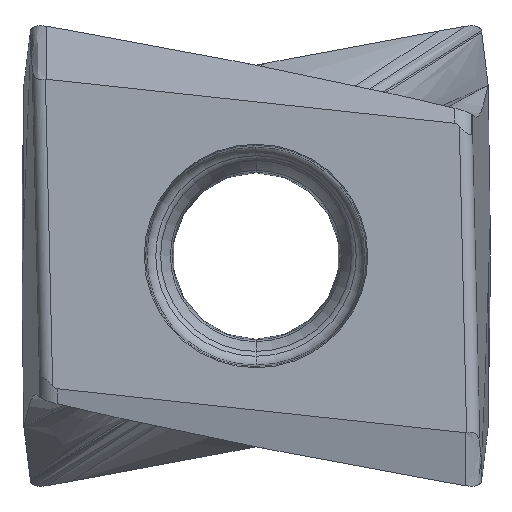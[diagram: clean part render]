
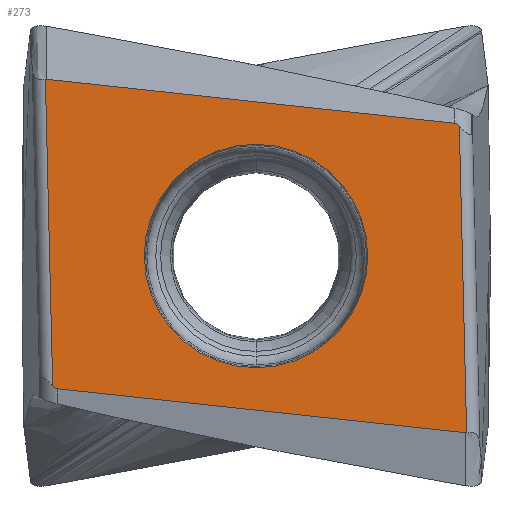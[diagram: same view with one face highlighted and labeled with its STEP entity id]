
A CAD part, front view. The second image highlights one B-rep face of the part: STEP entity #273.
In plain terms, the highlighted planar face has unit normal (0, -1, 0).
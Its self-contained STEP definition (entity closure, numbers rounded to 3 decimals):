
#65=FACE_BOUND('',#558,.T.);
#66=FACE_BOUND('',#559,.T.);
#273=ADVANCED_FACE('',(#65,#66),#306,.T.);
#306=PLANE('',#2638);
#558=EDGE_LOOP('',(#1219,#1220,#1221,#1222,#1223,#1224,#1225,#1226));
#559=EDGE_LOOP('',(#1227,#1228,#1229,#1230));
#1219=ORIENTED_EDGE('',*,*,#1843,.F.);
#1220=ORIENTED_EDGE('',*,*,#1640,.F.);
#1221=ORIENTED_EDGE('',*,*,#1644,.T.);
#1222=ORIENTED_EDGE('',*,*,#1652,.F.);
#1223=ORIENTED_EDGE('',*,*,#1844,.F.);
#1224=ORIENTED_EDGE('',*,*,#1616,.F.);
#1225=ORIENTED_EDGE('',*,*,#1619,.T.);
#1226=ORIENTED_EDGE('',*,*,#1623,.F.);
#1227=ORIENTED_EDGE('',*,*,#1841,.T.);
#1228=ORIENTED_EDGE('',*,*,#1839,.T.);
#1229=ORIENTED_EDGE('',*,*,#1838,.T.);
#1230=ORIENTED_EDGE('',*,*,#1842,.T.);
#1356=VERTEX_POINT('',#5671);
#1357=VERTEX_POINT('',#5672);
#1358=VERTEX_POINT('',#5697);
#1361=VERTEX_POINT('',#5750);
#1372=VERTEX_POINT('',#5829);
#1373=VERTEX_POINT('',#5830);
#1375=VERTEX_POINT('',#5869);
#1381=VERTEX_POINT('',#5931);
#1493=VERTEX_POINT('',#8886);
#1494=VERTEX_POINT('',#8888);
#1495=VERTEX_POINT('',#8890);
#1496=VERTEX_POINT('',#8894);
#1616=EDGE_CURVE('',#1356,#1357,#1939,.T.);
#1619=EDGE_CURVE('',#1356,#1358,#2216,.T.);
#1623=EDGE_CURVE('',#1361,#1358,#1944,.T.);
#1640=EDGE_CURVE('',#1372,#1373,#1949,.T.);
#1644=EDGE_CURVE('',#1372,#1375,#2229,.T.);
#1652=EDGE_CURVE('',#1381,#1375,#1958,.T.);
#1838=EDGE_CURVE('',#1494,#1493,#2096,.T.);
#1839=EDGE_CURVE('',#1495,#1494,#2097,.T.);
#1841=EDGE_CURVE('',#1496,#1495,#2099,.T.);
#1842=EDGE_CURVE('',#1493,#1496,#2100,.T.);
#1843=EDGE_CURVE('',#1373,#1361,#2290,.T.);
#1844=EDGE_CURVE('',#1357,#1381,#2291,.T.);
#1939=B_SPLINE_CURVE_WITH_KNOTS('',3,(#5661,#5662,#5663,#5664,#5665,#5666,
#5667,#5668,#5669,#5670),.UNSPECIFIED.,.F.,.F.,(4,1,1,1,1,1,1,4),(0.,0.143,
0.286,0.429,0.571,0.714,0.857,
1.),.UNSPECIFIED.);
#1944=B_SPLINE_CURVE_WITH_KNOTS('',3,(#5751,#5752,#5753,#5754),
 .UNSPECIFIED.,.F.,.F.,(4,4),(0.,1.),.UNSPECIFIED.);
#1949=B_SPLINE_CURVE_WITH_KNOTS('',3,(#5819,#5820,#5821,#5822,#5823,#5824,
#5825,#5826,#5827,#5828),.UNSPECIFIED.,.F.,.F.,(4,1,1,1,1,1,1,4),(0.,0.143,
0.286,0.429,0.571,0.714,0.857,
1.),.UNSPECIFIED.);
#1958=B_SPLINE_CURVE_WITH_KNOTS('',3,(#5932,#5933,#5934,#5935),
 .UNSPECIFIED.,.F.,.F.,(4,4),(0.,1.),.UNSPECIFIED.);
#2096=CIRCLE('',#2631,2.988);
#2097=CIRCLE('',#2632,2.988);
#2099=CIRCLE('',#2635,2.988);
#2100=CIRCLE('',#2636,2.988);
#2216=LINE('',#5696,#2346);
#2229=LINE('',#5868,#2361);
#2290=LINE('',#8897,#2426);
#2291=LINE('',#8898,#2427);
#2346=VECTOR('',#2742,1.);
#2361=VECTOR('',#2775,1.);
#2426=VECTOR('',#3062,1.);
#2427=VECTOR('',#3063,1.);
#2631=AXIS2_PLACEMENT_3D('',#8887,#3048,#3049);
#2632=AXIS2_PLACEMENT_3D('',#8889,#3050,#3051);
#2635=AXIS2_PLACEMENT_3D('',#8893,#3056,#3057);
#2636=AXIS2_PLACEMENT_3D('',#8895,#3058,#3059);
#2638=AXIS2_PLACEMENT_3D('',#8899,#3064,#3065);
#2742=DIRECTION('',(-0.994,0.,0.107));
#2775=DIRECTION('',(0.994,0.,-0.107));
#3048=DIRECTION('',(0.,1.,0.));
#3049=DIRECTION('',(0.005,0.,1.));
#3050=DIRECTION('',(0.,1.,0.));
#3051=DIRECTION('',(0.,0.,1.));
#3056=DIRECTION('',(0.,1.,0.));
#3057=DIRECTION('',(-0.005,0.,-1.));
#3058=DIRECTION('',(0.,1.,0.));
#3059=DIRECTION('',(0.,0.,-1.));
#3062=DIRECTION('',(-0.024,0.,1.));
#3063=DIRECTION('',(0.024,0.,-1.));
#3064=DIRECTION('',(0.,-1.,0.));
#3065=DIRECTION('',(1.,0.,0.024));
#5661=CARTESIAN_POINT('',(5.32,0.,3.55));
#5662=CARTESIAN_POINT('',(5.325,0.,3.549));
#5663=CARTESIAN_POINT('',(5.334,0.,3.547));
#5664=CARTESIAN_POINT('',(5.349,0.,3.543));
#5665=CARTESIAN_POINT('',(5.365,0.,3.536));
#5666=CARTESIAN_POINT('',(5.382,0.,3.526));
#5667=CARTESIAN_POINT('',(5.4,0.,3.513));
#5668=CARTESIAN_POINT('',(5.418,0.,3.496));
#5669=CARTESIAN_POINT('',(5.431,0.,3.482));
#5670=CARTESIAN_POINT('',(5.437,0.,3.475));
#5671=CARTESIAN_POINT('',(5.32,0.,3.55));
#5672=CARTESIAN_POINT('',(5.437,0.,3.475));
#5696=CARTESIAN_POINT('',(5.32,0.,3.55));
#5697=CARTESIAN_POINT('',(-5.609,0.,4.726));
#5750=CARTESIAN_POINT('',(-5.631,0.,4.726));
#5751=CARTESIAN_POINT('',(-5.631,0.,4.726));
#5752=CARTESIAN_POINT('',(-5.624,0.,4.727));
#5753=CARTESIAN_POINT('',(-5.616,0.,4.727));
#5754=CARTESIAN_POINT('',(-5.609,0.,4.726));
#5819=CARTESIAN_POINT('',(-5.32,0.,-3.55));
#5820=CARTESIAN_POINT('',(-5.325,0.,-3.549));
#5821=CARTESIAN_POINT('',(-5.334,0.,-3.547));
#5822=CARTESIAN_POINT('',(-5.349,0.,-3.543));
#5823=CARTESIAN_POINT('',(-5.365,0.,-3.536));
#5824=CARTESIAN_POINT('',(-5.382,0.,-3.526));
#5825=CARTESIAN_POINT('',(-5.4,0.,-3.513));
#5826=CARTESIAN_POINT('',(-5.418,0.,-3.496));
#5827=CARTESIAN_POINT('',(-5.431,0.,-3.482));
#5828=CARTESIAN_POINT('',(-5.437,0.,-3.475));
#5829=CARTESIAN_POINT('',(-5.32,0.,-3.55));
#5830=CARTESIAN_POINT('',(-5.437,0.,-3.475));
#5868=CARTESIAN_POINT('',(-5.32,0.,-3.55));
#5869=CARTESIAN_POINT('',(5.609,0.,-4.726));
#5931=CARTESIAN_POINT('',(5.631,0.,-4.726));
#5932=CARTESIAN_POINT('',(5.631,0.,-4.726));
#5933=CARTESIAN_POINT('',(5.624,0.,-4.727));
#5934=CARTESIAN_POINT('',(5.616,0.,-4.727));
#5935=CARTESIAN_POINT('',(5.609,0.,-4.726));
#8886=CARTESIAN_POINT('',(0.,0.,-2.988));
#8887=CARTESIAN_POINT('',(0.,0.,0.));
#8888=CARTESIAN_POINT('',(0.016,0.,2.988));
#8889=CARTESIAN_POINT('',(0.,0.,0.));
#8890=CARTESIAN_POINT('',(0.,0.,2.988));
#8893=CARTESIAN_POINT('',(0.,0.,0.));
#8894=CARTESIAN_POINT('',(-0.016,0.,-2.988));
#8895=CARTESIAN_POINT('',(0.,0.,0.));
#8897=CARTESIAN_POINT('',(-5.437,0.,-3.475));
#8898=CARTESIAN_POINT('',(5.437,0.,3.475));
#8899=CARTESIAN_POINT('',(-5.351,0.,-7.129));
